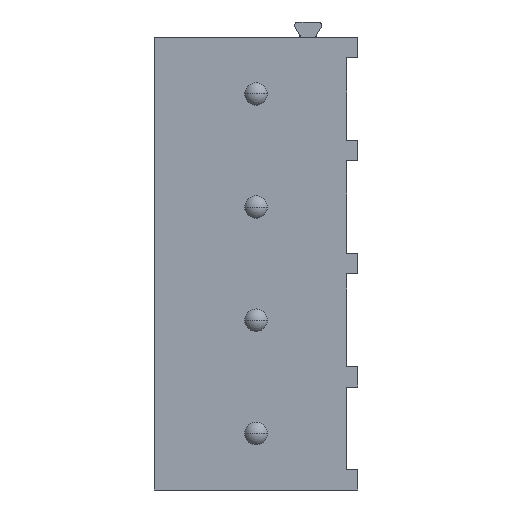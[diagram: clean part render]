
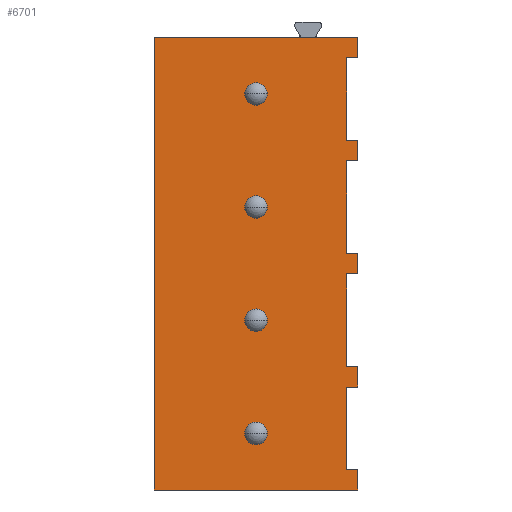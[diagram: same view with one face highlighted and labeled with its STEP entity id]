
A CAD part, front view. The second image highlights one B-rep face of the part: STEP entity #6701.
In plain terms, the highlighted planar face has unit normal (0, -1, 0).
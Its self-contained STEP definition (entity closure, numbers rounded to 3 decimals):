
#89=DIRECTION('',(1.,0.,0.));
#90=VECTOR('',#89,9.);
#91=CARTESIAN_POINT('',(-4.5,-5.14,17.5));
#92=LINE('',#91,#90);
#1336=DIRECTION('',(0.,0.,-1.));
#1337=VECTOR('',#1336,0.9);
#1338=CARTESIAN_POINT('',(4.5,-5.14,-1.6));
#1339=LINE('',#1338,#1337);
#1344=DIRECTION('',(0.,0.,-1.));
#1345=VECTOR('',#1344,0.9);
#1346=CARTESIAN_POINT('',(4.5,-5.14,17.5));
#1347=LINE('',#1346,#1345);
#1356=DIRECTION('',(0.,0.,-1.));
#1357=VECTOR('',#1356,0.9);
#1358=CARTESIAN_POINT('',(4.5,-5.14,2.95));
#1359=LINE('',#1358,#1357);
#1368=DIRECTION('',(0.,0.,-1.));
#1369=VECTOR('',#1368,0.9);
#1370=CARTESIAN_POINT('',(4.5,-5.14,7.95));
#1371=LINE('',#1370,#1369);
#1376=DIRECTION('',(0.,0.,-1.));
#1377=VECTOR('',#1376,0.9);
#1378=CARTESIAN_POINT('',(4.5,-5.14,12.95));
#1379=LINE('',#1378,#1377);
#1384=CARTESIAN_POINT('',(0.,-5.14,0.));
#1385=DIRECTION('',(0.,1.,0.));
#1386=DIRECTION('',(-1.,0.,0.));
#1387=AXIS2_PLACEMENT_3D('',#1384,#1385,#1386);
#1389=CARTESIAN_POINT('',(0.,-5.14,0.));
#1390=DIRECTION('',(0.,1.,0.));
#1391=DIRECTION('',(1.,0.,0.));
#1392=AXIS2_PLACEMENT_3D('',#1389,#1390,#1391);
#1394=CARTESIAN_POINT('',(0.,-5.14,5.));
#1395=DIRECTION('',(0.,1.,0.));
#1396=DIRECTION('',(-1.,0.,0.));
#1397=AXIS2_PLACEMENT_3D('',#1394,#1395,#1396);
#1399=CARTESIAN_POINT('',(0.,-5.14,5.));
#1400=DIRECTION('',(0.,1.,0.));
#1401=DIRECTION('',(1.,0.,0.));
#1402=AXIS2_PLACEMENT_3D('',#1399,#1400,#1401);
#1404=CARTESIAN_POINT('',(0.,-5.14,10.));
#1405=DIRECTION('',(0.,1.,0.));
#1406=DIRECTION('',(-1.,0.,0.));
#1407=AXIS2_PLACEMENT_3D('',#1404,#1405,#1406);
#1409=CARTESIAN_POINT('',(0.,-5.14,10.));
#1410=DIRECTION('',(0.,1.,0.));
#1411=DIRECTION('',(1.,0.,0.));
#1412=AXIS2_PLACEMENT_3D('',#1409,#1410,#1411);
#1414=CARTESIAN_POINT('',(0.,-5.14,15.));
#1415=DIRECTION('',(0.,1.,0.));
#1416=DIRECTION('',(-1.,0.,0.));
#1417=AXIS2_PLACEMENT_3D('',#1414,#1415,#1416);
#1419=CARTESIAN_POINT('',(0.,-5.14,15.));
#1420=DIRECTION('',(0.,1.,0.));
#1421=DIRECTION('',(1.,0.,0.));
#1422=AXIS2_PLACEMENT_3D('',#1419,#1420,#1421);
#1424=DIRECTION('',(-1.,0.,0.));
#1425=VECTOR('',#1424,0.5);
#1426=CARTESIAN_POINT('',(4.5,-5.14,7.95));
#1427=LINE('',#1426,#1425);
#1428=DIRECTION('',(-1.,0.,0.));
#1429=VECTOR('',#1428,0.5);
#1430=CARTESIAN_POINT('',(4.5,-5.14,7.05));
#1431=LINE('',#1430,#1429);
#1432=DIRECTION('',(0.,0.,1.));
#1433=VECTOR('',#1432,4.1);
#1434=CARTESIAN_POINT('',(4.,-5.14,2.95));
#1435=LINE('',#1434,#1433);
#1436=DIRECTION('',(-1.,0.,0.));
#1437=VECTOR('',#1436,0.5);
#1438=CARTESIAN_POINT('',(4.5,-5.14,2.95));
#1439=LINE('',#1438,#1437);
#1440=DIRECTION('',(-1.,0.,0.));
#1441=VECTOR('',#1440,0.5);
#1442=CARTESIAN_POINT('',(4.5,-5.14,2.05));
#1443=LINE('',#1442,#1441);
#1444=DIRECTION('',(0.,0.,1.));
#1445=VECTOR('',#1444,3.65);
#1446=CARTESIAN_POINT('',(4.,-5.14,-1.6));
#1447=LINE('',#1446,#1445);
#1448=DIRECTION('',(-1.,0.,0.));
#1449=VECTOR('',#1448,0.5);
#1450=CARTESIAN_POINT('',(4.5,-5.14,-1.6));
#1451=LINE('',#1450,#1449);
#1452=DIRECTION('',(0.,0.,-1.));
#1453=VECTOR('',#1452,20.);
#1454=CARTESIAN_POINT('',(-4.5,-5.14,17.5));
#1455=LINE('',#1454,#1453);
#1456=DIRECTION('',(-1.,0.,0.));
#1457=VECTOR('',#1456,0.5);
#1458=CARTESIAN_POINT('',(4.5,-5.14,16.6));
#1459=LINE('',#1458,#1457);
#1460=DIRECTION('',(0.,0.,1.));
#1461=VECTOR('',#1460,3.65);
#1462=CARTESIAN_POINT('',(4.,-5.14,12.95));
#1463=LINE('',#1462,#1461);
#1464=DIRECTION('',(-1.,0.,0.));
#1465=VECTOR('',#1464,0.5);
#1466=CARTESIAN_POINT('',(4.5,-5.14,12.95));
#1467=LINE('',#1466,#1465);
#1468=DIRECTION('',(-1.,0.,0.));
#1469=VECTOR('',#1468,0.5);
#1470=CARTESIAN_POINT('',(4.5,-5.14,12.05));
#1471=LINE('',#1470,#1469);
#1472=DIRECTION('',(0.,0.,1.));
#1473=VECTOR('',#1472,4.1);
#1474=CARTESIAN_POINT('',(4.,-5.14,7.95));
#1475=LINE('',#1474,#1473);
#1686=DIRECTION('',(1.,0.,0.));
#1687=VECTOR('',#1686,9.);
#1688=CARTESIAN_POINT('',(-4.5,-5.14,-2.5));
#1689=LINE('',#1688,#1687);
#3950=CARTESIAN_POINT('',(4.5,-5.14,17.5));
#3952=VERTEX_POINT('',#3950);
#3966=CARTESIAN_POINT('',(-4.5,-5.14,17.5));
#3967=VERTEX_POINT('',#3966);
#3968=CARTESIAN_POINT('',(4.5,-5.14,-2.5));
#3970=VERTEX_POINT('',#3968);
#3984=CARTESIAN_POINT('',(-4.5,-5.14,-2.5));
#3985=VERTEX_POINT('',#3984);
#4040=CARTESIAN_POINT('',(-0.5,-5.14,0.));
#4041=CARTESIAN_POINT('',(0.5,-5.14,0.));
#4042=VERTEX_POINT('',#4040);
#4043=VERTEX_POINT('',#4041);
#4273=CARTESIAN_POINT('',(4.5,-5.14,2.05));
#4275=VERTEX_POINT('',#4273);
#4277=CARTESIAN_POINT('',(4.5,-5.14,-1.6));
#4279=VERTEX_POINT('',#4277);
#4289=CARTESIAN_POINT('',(4.,-5.14,-1.6));
#4290=CARTESIAN_POINT('',(4.,-5.14,2.05));
#4291=VERTEX_POINT('',#4289);
#4292=VERTEX_POINT('',#4290);
#4301=CARTESIAN_POINT('',(4.5,-5.14,16.6));
#4303=VERTEX_POINT('',#4301);
#4305=CARTESIAN_POINT('',(4.5,-5.14,12.95));
#4307=VERTEX_POINT('',#4305);
#4317=CARTESIAN_POINT('',(4.,-5.14,16.6));
#4318=VERTEX_POINT('',#4317);
#4319=CARTESIAN_POINT('',(4.,-5.14,12.95));
#4320=VERTEX_POINT('',#4319);
#4321=CARTESIAN_POINT('',(4.5,-5.14,2.95));
#4323=VERTEX_POINT('',#4321);
#4325=CARTESIAN_POINT('',(4.5,-5.14,7.05));
#4327=VERTEX_POINT('',#4325);
#4337=CARTESIAN_POINT('',(4.,-5.14,2.95));
#4338=VERTEX_POINT('',#4337);
#4339=CARTESIAN_POINT('',(4.,-5.14,7.05));
#4340=VERTEX_POINT('',#4339);
#4341=CARTESIAN_POINT('',(4.5,-5.14,7.95));
#4343=VERTEX_POINT('',#4341);
#4345=CARTESIAN_POINT('',(4.5,-5.14,12.05));
#4347=VERTEX_POINT('',#4345);
#4357=CARTESIAN_POINT('',(4.,-5.14,7.95));
#4358=VERTEX_POINT('',#4357);
#4359=CARTESIAN_POINT('',(4.,-5.14,12.05));
#4360=VERTEX_POINT('',#4359);
#4443=CARTESIAN_POINT('',(-0.5,-5.14,5.));
#4444=VERTEX_POINT('',#4443);
#4445=CARTESIAN_POINT('',(0.5,-5.14,5.));
#4446=VERTEX_POINT('',#4445);
#4585=CARTESIAN_POINT('',(-0.5,-5.14,10.));
#4586=VERTEX_POINT('',#4585);
#4587=CARTESIAN_POINT('',(0.5,-5.14,10.));
#4588=VERTEX_POINT('',#4587);
#4727=CARTESIAN_POINT('',(-0.5,-5.14,15.));
#4728=VERTEX_POINT('',#4727);
#4729=CARTESIAN_POINT('',(0.5,-5.14,15.));
#4730=VERTEX_POINT('',#4729);
#6638=CARTESIAN_POINT('',(-4.5,-5.14,17.5));
#6639=DIRECTION('',(0.,-1.,0.));
#6640=DIRECTION('',(1.,0.,0.));
#6641=AXIS2_PLACEMENT_3D('',#6638,#6639,#6640);
#6642=PLANE('',#6641);
#6643=ORIENTED_EDGE('',*,*,#6534,.F.);
#6644=ORIENTED_EDGE('',*,*,#6601,.T.);
#6646=ORIENTED_EDGE('',*,*,#6645,.T.);
#6648=ORIENTED_EDGE('',*,*,#6647,.F.);
#6650=ORIENTED_EDGE('',*,*,#6649,.F.);
#6651=ORIENTED_EDGE('',*,*,#6586,.T.);
#6653=ORIENTED_EDGE('',*,*,#6652,.T.);
#6655=ORIENTED_EDGE('',*,*,#6654,.F.);
#6656=ORIENTED_EDGE('',*,*,#6628,.F.);
#6657=ORIENTED_EDGE('',*,*,#6555,.T.);
#6659=ORIENTED_EDGE('',*,*,#6658,.F.);
#6661=ORIENTED_EDGE('',*,*,#6660,.F.);
#6662=ORIENTED_EDGE('',*,*,#5078,.T.);
#6663=ORIENTED_EDGE('',*,*,#6567,.T.);
#6665=ORIENTED_EDGE('',*,*,#6664,.T.);
#6667=ORIENTED_EDGE('',*,*,#6666,.F.);
#6669=ORIENTED_EDGE('',*,*,#6668,.F.);
#6670=ORIENTED_EDGE('',*,*,#6613,.T.);
#6672=ORIENTED_EDGE('',*,*,#6671,.T.);
#6674=ORIENTED_EDGE('',*,*,#6673,.F.);
#6675=EDGE_LOOP('',(#6643,#6644,#6646,#6648,#6650,#6651,#6653,#6655,#6656,#6657,
#6659,#6661,#6662,#6663,#6665,#6667,#6669,#6670,#6672,#6674));
#6676=FACE_OUTER_BOUND('',#6675,.F.);
#6678=ORIENTED_EDGE('',*,*,#6677,.F.);
#6680=ORIENTED_EDGE('',*,*,#6679,.F.);
#6681=EDGE_LOOP('',(#6678,#6680));
#6682=FACE_BOUND('',#6681,.F.);
#6684=ORIENTED_EDGE('',*,*,#6683,.F.);
#6686=ORIENTED_EDGE('',*,*,#6685,.F.);
#6687=EDGE_LOOP('',(#6684,#6686));
#6688=FACE_BOUND('',#6687,.F.);
#6690=ORIENTED_EDGE('',*,*,#6689,.F.);
#6692=ORIENTED_EDGE('',*,*,#6691,.F.);
#6693=EDGE_LOOP('',(#6690,#6692));
#6694=FACE_BOUND('',#6693,.F.);
#6696=ORIENTED_EDGE('',*,*,#6695,.F.);
#6698=ORIENTED_EDGE('',*,*,#6697,.F.);
#6699=EDGE_LOOP('',(#6696,#6698));
#6700=FACE_BOUND('',#6699,.F.);
#1388=CIRCLE('',#1387,0.5);
#1393=CIRCLE('',#1392,0.5);
#1398=CIRCLE('',#1397,0.5);
#1403=CIRCLE('',#1402,0.5);
#1408=CIRCLE('',#1407,0.5);
#1413=CIRCLE('',#1412,0.5);
#1418=CIRCLE('',#1417,0.5);
#1423=CIRCLE('',#1422,0.5);
#5078=EDGE_CURVE('',#3967,#3952,#92,.T.);
#6534=EDGE_CURVE('',#4343,#4358,#1427,.T.);
#6555=EDGE_CURVE('',#4279,#3970,#1339,.T.);
#6567=EDGE_CURVE('',#3952,#4303,#1347,.T.);
#6586=EDGE_CURVE('',#4323,#4275,#1359,.T.);
#6601=EDGE_CURVE('',#4343,#4327,#1371,.T.);
#6613=EDGE_CURVE('',#4307,#4347,#1379,.T.);
#6628=EDGE_CURVE('',#4279,#4291,#1451,.T.);
#6645=EDGE_CURVE('',#4327,#4340,#1431,.T.);
#6647=EDGE_CURVE('',#4338,#4340,#1435,.T.);
#6649=EDGE_CURVE('',#4323,#4338,#1439,.T.);
#6652=EDGE_CURVE('',#4275,#4292,#1443,.T.);
#6654=EDGE_CURVE('',#4291,#4292,#1447,.T.);
#6658=EDGE_CURVE('',#3985,#3970,#1689,.T.);
#6660=EDGE_CURVE('',#3967,#3985,#1455,.T.);
#6664=EDGE_CURVE('',#4303,#4318,#1459,.T.);
#6666=EDGE_CURVE('',#4320,#4318,#1463,.T.);
#6668=EDGE_CURVE('',#4307,#4320,#1467,.T.);
#6671=EDGE_CURVE('',#4347,#4360,#1471,.T.);
#6673=EDGE_CURVE('',#4358,#4360,#1475,.T.);
#6677=EDGE_CURVE('',#4444,#4446,#1398,.T.);
#6679=EDGE_CURVE('',#4446,#4444,#1403,.T.);
#6683=EDGE_CURVE('',#4586,#4588,#1408,.T.);
#6685=EDGE_CURVE('',#4588,#4586,#1413,.T.);
#6689=EDGE_CURVE('',#4728,#4730,#1418,.T.);
#6691=EDGE_CURVE('',#4730,#4728,#1423,.T.);
#6695=EDGE_CURVE('',#4042,#4043,#1388,.T.);
#6697=EDGE_CURVE('',#4043,#4042,#1393,.T.);
#6701=ADVANCED_FACE('',(#6676,#6682,#6688,#6694,#6700),#6642,.T.);
